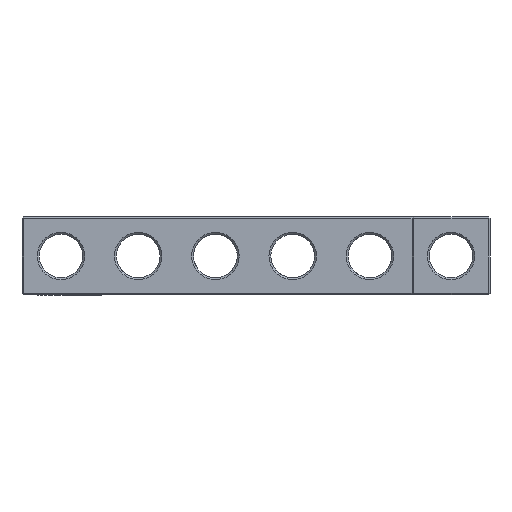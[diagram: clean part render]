
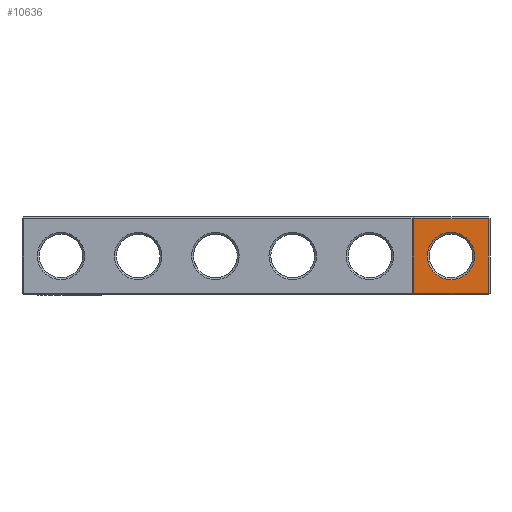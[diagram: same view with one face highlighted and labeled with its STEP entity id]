
A CAD part, left-side view. The second image highlights one B-rep face of the part: STEP entity #10636.
In plain terms, the highlighted planar face has unit normal (-1, 0, 0).
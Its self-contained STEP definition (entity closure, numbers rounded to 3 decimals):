
#361 = PLANE('',#362);
#362 = AXIS2_PLACEMENT_3D('',#363,#364,#365);
#363 = CARTESIAN_POINT('',(-31.1,6.1,0.));
#364 = DIRECTION('',(0.707,-0.707,0.));
#365 = DIRECTION('',(-0.,-0.,-1.));
#1086 = VERTEX_POINT('',#1087);
#1087 = CARTESIAN_POINT('',(-31.25,5.95,0.3));
#1108 = EDGE_CURVE('',#1086,#1109,#1111,.T.);
#1109 = VERTEX_POINT('',#1110);
#1110 = CARTESIAN_POINT('',(-31.25,5.95,12.2));
#1111 = SURFACE_CURVE('',#1112,(#1116,#1123),.PCURVE_S1.);
#1112 = LINE('',#1113,#1114);
#1113 = CARTESIAN_POINT('',(-31.25,5.95,0.));
#1114 = VECTOR('',#1115,1.);
#1115 = DIRECTION('',(0.,0.,1.));
#1116 = PCURVE('',#361,#1117);
#1117 = DEFINITIONAL_REPRESENTATION('',(#1118),#1122);
#1118 = LINE('',#1119,#1120);
#1119 = CARTESIAN_POINT('',(-0.,-0.212));
#1120 = VECTOR('',#1121,1.);
#1121 = DIRECTION('',(-1.,0.));
#1122 = ( GEOMETRIC_REPRESENTATION_CONTEXT(2) 
PARAMETRIC_REPRESENTATION_CONTEXT() REPRESENTATION_CONTEXT('2D SPACE',''
  ) );
#1123 = PCURVE('',#1124,#1129);
#1124 = PLANE('',#1125);
#1125 = AXIS2_PLACEMENT_3D('',#1126,#1127,#1128);
#1126 = CARTESIAN_POINT('',(-31.25,6.25,0.));
#1127 = DIRECTION('',(1.,0.,0.));
#1128 = DIRECTION('',(0.,-1.,0.));
#1129 = DEFINITIONAL_REPRESENTATION('',(#1130),#1134);
#1130 = LINE('',#1131,#1132);
#1131 = CARTESIAN_POINT('',(0.3,0.));
#1132 = VECTOR('',#1133,1.);
#1133 = DIRECTION('',(0.,-1.));
#1134 = ( GEOMETRIC_REPRESENTATION_CONTEXT(2) 
PARAMETRIC_REPRESENTATION_CONTEXT() REPRESENTATION_CONTEXT('2D SPACE',''
  ) );
#1315 = PLANE('',#1316);
#1316 = AXIS2_PLACEMENT_3D('',#1317,#1318,#1319);
#1317 = CARTESIAN_POINT('',(-31.1,6.25,0.15));
#1318 = DIRECTION('',(0.707,0.,0.707));
#1319 = DIRECTION('',(0.,-1.,0.));
#1850 = PLANE('',#1851);
#1851 = AXIS2_PLACEMENT_3D('',#1852,#1853,#1854);
#1852 = CARTESIAN_POINT('',(-31.1,6.25,12.35));
#1853 = DIRECTION('',(-0.707,0.,0.707));
#1854 = DIRECTION('',(0.,-1.,0.));
#10636 = ADVANCED_FACE('',(#10637,#10712),#1124,.F.);
#10637 = FACE_BOUND('',#10638,.F.);
#10638 = EDGE_LOOP('',(#10639,#10669,#10690,#10691));
#10639 = ORIENTED_EDGE('',*,*,#10640,.F.);
#10640 = EDGE_CURVE('',#10641,#10643,#10645,.T.);
#10641 = VERTEX_POINT('',#10642);
#10642 = CARTESIAN_POINT('',(-31.25,-5.95,0.3));
#10643 = VERTEX_POINT('',#10644);
#10644 = CARTESIAN_POINT('',(-31.25,-5.95,12.2));
#10645 = SURFACE_CURVE('',#10646,(#10650,#10657),.PCURVE_S1.);
#10646 = LINE('',#10647,#10648);
#10647 = CARTESIAN_POINT('',(-31.25,-5.95,0.));
#10648 = VECTOR('',#10649,1.);
#10649 = DIRECTION('',(0.,0.,1.));
#10650 = PCURVE('',#1124,#10651);
#10651 = DEFINITIONAL_REPRESENTATION('',(#10652),#10656);
#10652 = LINE('',#10653,#10654);
#10653 = CARTESIAN_POINT('',(12.2,0.));
#10654 = VECTOR('',#10655,1.);
#10655 = DIRECTION('',(0.,-1.));
#10656 = ( GEOMETRIC_REPRESENTATION_CONTEXT(2) 
PARAMETRIC_REPRESENTATION_CONTEXT() REPRESENTATION_CONTEXT('2D SPACE',''
  ) );
#10657 = PCURVE('',#10658,#10663);
#10658 = PLANE('',#10659);
#10659 = AXIS2_PLACEMENT_3D('',#10660,#10661,#10662);
#10660 = CARTESIAN_POINT('',(-31.1,-6.1,0.));
#10661 = DIRECTION('',(-0.707,-0.707,0.));
#10662 = DIRECTION('',(0.,0.,1.));
#10663 = DEFINITIONAL_REPRESENTATION('',(#10664),#10668);
#10664 = LINE('',#10665,#10666);
#10665 = CARTESIAN_POINT('',(0.,0.212));
#10666 = VECTOR('',#10667,1.);
#10667 = DIRECTION('',(1.,0.));
#10668 = ( GEOMETRIC_REPRESENTATION_CONTEXT(2) 
PARAMETRIC_REPRESENTATION_CONTEXT() REPRESENTATION_CONTEXT('2D SPACE',''
  ) );
#10669 = ORIENTED_EDGE('',*,*,#10670,.F.);
#10670 = EDGE_CURVE('',#1086,#10641,#10671,.T.);
#10671 = SURFACE_CURVE('',#10672,(#10676,#10683),.PCURVE_S1.);
#10672 = LINE('',#10673,#10674);
#10673 = CARTESIAN_POINT('',(-31.25,6.25,0.3));
#10674 = VECTOR('',#10675,1.);
#10675 = DIRECTION('',(0.,-1.,0.));
#10676 = PCURVE('',#1124,#10677);
#10677 = DEFINITIONAL_REPRESENTATION('',(#10678),#10682);
#10678 = LINE('',#10679,#10680);
#10679 = CARTESIAN_POINT('',(0.,-0.3));
#10680 = VECTOR('',#10681,1.);
#10681 = DIRECTION('',(1.,0.));
#10682 = ( GEOMETRIC_REPRESENTATION_CONTEXT(2) 
PARAMETRIC_REPRESENTATION_CONTEXT() REPRESENTATION_CONTEXT('2D SPACE',''
  ) );
#10683 = PCURVE('',#1315,#10684);
#10684 = DEFINITIONAL_REPRESENTATION('',(#10685),#10689);
#10685 = LINE('',#10686,#10687);
#10686 = CARTESIAN_POINT('',(0.,-0.212));
#10687 = VECTOR('',#10688,1.);
#10688 = DIRECTION('',(1.,0.));
#10689 = ( GEOMETRIC_REPRESENTATION_CONTEXT(2) 
PARAMETRIC_REPRESENTATION_CONTEXT() REPRESENTATION_CONTEXT('2D SPACE',''
  ) );
#10690 = ORIENTED_EDGE('',*,*,#1108,.T.);
#10691 = ORIENTED_EDGE('',*,*,#10692,.T.);
#10692 = EDGE_CURVE('',#1109,#10643,#10693,.T.);
#10693 = SURFACE_CURVE('',#10694,(#10698,#10705),.PCURVE_S1.);
#10694 = LINE('',#10695,#10696);
#10695 = CARTESIAN_POINT('',(-31.25,6.25,12.2));
#10696 = VECTOR('',#10697,1.);
#10697 = DIRECTION('',(0.,-1.,0.));
#10698 = PCURVE('',#1124,#10699);
#10699 = DEFINITIONAL_REPRESENTATION('',(#10700),#10704);
#10700 = LINE('',#10701,#10702);
#10701 = CARTESIAN_POINT('',(0.,-12.2));
#10702 = VECTOR('',#10703,1.);
#10703 = DIRECTION('',(1.,0.));
#10704 = ( GEOMETRIC_REPRESENTATION_CONTEXT(2) 
PARAMETRIC_REPRESENTATION_CONTEXT() REPRESENTATION_CONTEXT('2D SPACE',''
  ) );
#10705 = PCURVE('',#1850,#10706);
#10706 = DEFINITIONAL_REPRESENTATION('',(#10707),#10711);
#10707 = LINE('',#10708,#10709);
#10708 = CARTESIAN_POINT('',(-0.,-0.212));
#10709 = VECTOR('',#10710,1.);
#10710 = DIRECTION('',(1.,0.));
#10711 = ( GEOMETRIC_REPRESENTATION_CONTEXT(2) 
PARAMETRIC_REPRESENTATION_CONTEXT() REPRESENTATION_CONTEXT('2D SPACE',''
  ) );
#10712 = FACE_BOUND('',#10713,.F.);
#10713 = EDGE_LOOP('',(#10714));
#10714 = ORIENTED_EDGE('',*,*,#10715,.T.);
#10715 = EDGE_CURVE('',#10716,#10716,#10718,.T.);
#10716 = VERTEX_POINT('',#10717);
#10717 = CARTESIAN_POINT('',(-31.25,0.,10.05));
#10718 = SURFACE_CURVE('',#10719,(#10724,#10735),.PCURVE_S1.);
#10719 = CIRCLE('',#10720,3.8);
#10720 = AXIS2_PLACEMENT_3D('',#10721,#10722,#10723);
#10721 = CARTESIAN_POINT('',(-31.25,0.,6.25));
#10722 = DIRECTION('',(-1.,0.,0.));
#10723 = DIRECTION('',(0.,0.,1.));
#10724 = PCURVE('',#1124,#10725);
#10725 = DEFINITIONAL_REPRESENTATION('',(#10726),#10734);
#10726 = ( BOUNDED_CURVE() B_SPLINE_CURVE(2,(#10727,#10728,#10729,#10730
    ,#10731,#10732,#10733),.UNSPECIFIED.,.T.,.F.) 
B_SPLINE_CURVE_WITH_KNOTS((1,2,2,2,2,1),(-2.094,0.,
    2.094,4.189,6.283,8.378),
.UNSPECIFIED.) CURVE() GEOMETRIC_REPRESENTATION_ITEM() 
RATIONAL_B_SPLINE_CURVE((1.,0.5,1.,0.5,1.,0.5,1.)) REPRESENTATION_ITEM(
  '') );
#10727 = CARTESIAN_POINT('',(6.25,-10.05));
#10728 = CARTESIAN_POINT('',(-0.332,-10.05));
#10729 = CARTESIAN_POINT('',(2.959,-4.35));
#10730 = CARTESIAN_POINT('',(6.25,1.35));
#10731 = CARTESIAN_POINT('',(9.541,-4.35));
#10732 = CARTESIAN_POINT('',(12.832,-10.05));
#10733 = CARTESIAN_POINT('',(6.25,-10.05));
#10734 = ( GEOMETRIC_REPRESENTATION_CONTEXT(2) 
PARAMETRIC_REPRESENTATION_CONTEXT() REPRESENTATION_CONTEXT('2D SPACE',''
  ) );
#10735 = PCURVE('',#10736,#10741);
#10736 = CONICAL_SURFACE('',#10737,3.5,0.785);
#10737 = AXIS2_PLACEMENT_3D('',#10738,#10739,#10740);
#10738 = CARTESIAN_POINT('',(-30.95,0.,6.25));
#10739 = DIRECTION('',(-1.,-0.,0.));
#10740 = DIRECTION('',(0.,0.,1.));
#10741 = DEFINITIONAL_REPRESENTATION('',(#10742),#10746);
#10742 = LINE('',#10743,#10744);
#10743 = CARTESIAN_POINT('',(0.,0.3));
#10744 = VECTOR('',#10745,1.);
#10745 = DIRECTION('',(1.,0.));
#10746 = ( GEOMETRIC_REPRESENTATION_CONTEXT(2) 
PARAMETRIC_REPRESENTATION_CONTEXT() REPRESENTATION_CONTEXT('2D SPACE',''
  ) );
